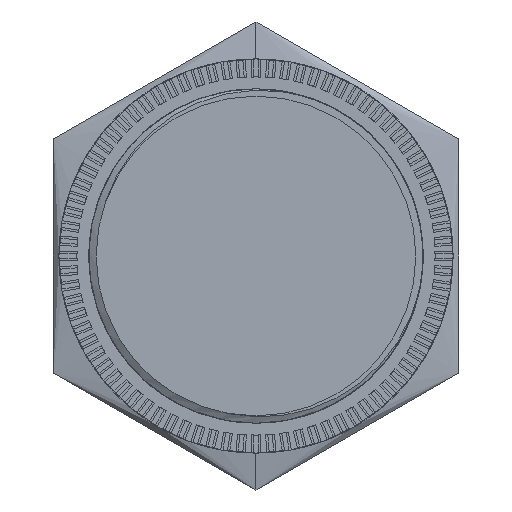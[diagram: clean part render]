
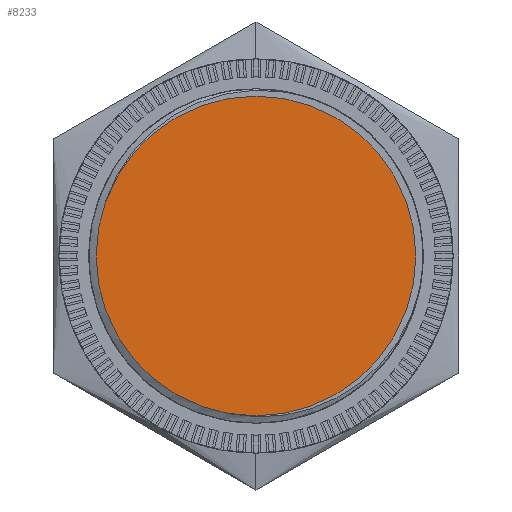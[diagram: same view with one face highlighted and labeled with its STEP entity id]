
A CAD part, left-side view. The second image highlights one B-rep face of the part: STEP entity #8233.
In plain terms, the highlighted planar face has unit normal (-1, 0, 0).
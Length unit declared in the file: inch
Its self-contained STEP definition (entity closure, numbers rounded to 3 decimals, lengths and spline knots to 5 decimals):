
#2449 = ORIENTED_EDGE ( 'NONE', *, *, #33292, .T. ) ;
#2657 = CARTESIAN_POINT ( 'NONE',  ( -2.46063, 0.07256, 2.48023 ) ) ;
#2753 = DIRECTION ( 'NONE',  ( 0., 1., 0. ) ) ;
#3748 = AXIS2_PLACEMENT_3D ( 'NONE', #46841, #21081, #2753 ) ;
#8233 = ADVANCED_FACE ( 'NONE', ( #47080 ), #28790, .F. ) ;
#9276 = CARTESIAN_POINT ( 'NONE',  ( -2.46063, 0.07256, 3.03928 ) ) ;
#10556 = EDGE_LOOP ( 'NONE', ( #2449, #32169 ) ) ;
#12915 = DIRECTION ( 'NONE',  ( 0., 0., -1. ) ) ;
#13007 = AXIS2_PLACEMENT_3D ( 'NONE', #16077, #37998, #12915 ) ;
#14776 = VERTEX_POINT ( 'NONE', #21089 ) ;
#16077 = CARTESIAN_POINT ( 'NONE',  ( -2.46063, 0.07256, 2.48023 ) ) ;
#17331 = AXIS2_PLACEMENT_3D ( 'NONE', #2657, #36161, #17371 ) ;
#17371 = DIRECTION ( 'NONE',  ( 0., 0., 1. ) ) ;
#21081 = DIRECTION ( 'NONE',  ( 1., 0., 0. ) ) ;
#21089 = CARTESIAN_POINT ( 'NONE',  ( -2.46063, 0.07256, 1.92117 ) ) ;
#28790 = PLANE ( 'NONE',  #3748 ) ;
#31057 = VERTEX_POINT ( 'NONE', #9276 ) ;
#32169 = ORIENTED_EDGE ( 'NONE', *, *, #44647, .T. ) ;
#33292 = EDGE_CURVE ( 'NONE', #31057, #14776, #47341, .T. ) ;
#35349 = CIRCLE ( 'NONE', #13007, 0.55906 ) ;
#36161 = DIRECTION ( 'NONE',  ( -1., 0., 0. ) ) ;
#37998 = DIRECTION ( 'NONE',  ( -1., 0., 0. ) ) ;
#44647 = EDGE_CURVE ( 'NONE', #14776, #31057, #35349, .T. ) ;
#46841 = CARTESIAN_POINT ( 'NONE',  ( -2.46063, 0.07256, 2.48023 ) ) ;
#47080 = FACE_OUTER_BOUND ( 'NONE', #10556, .T. ) ;
#47341 = CIRCLE ( 'NONE', #17331, 0.55906 ) ;
